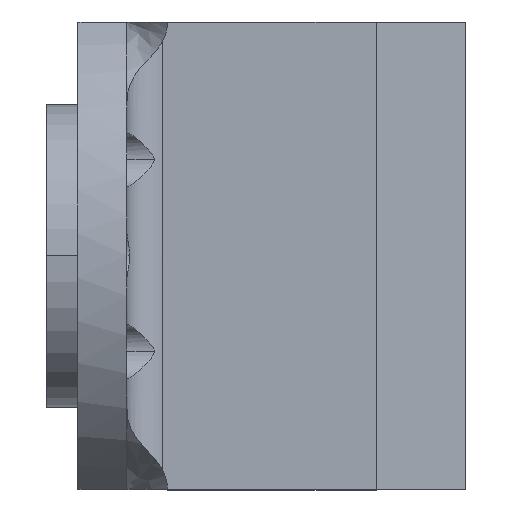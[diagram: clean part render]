
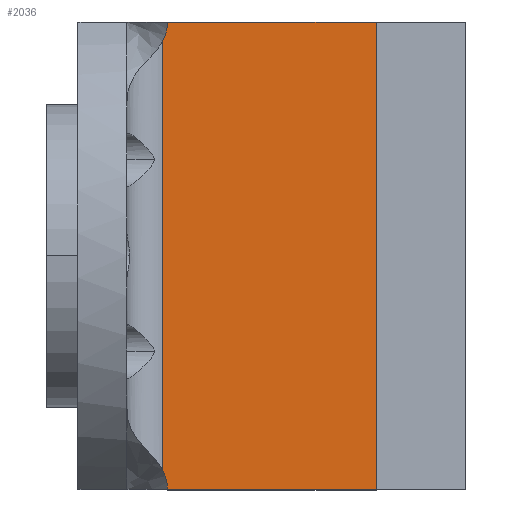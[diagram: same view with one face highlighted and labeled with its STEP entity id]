
A CAD part, top view. The second image highlights one B-rep face of the part: STEP entity #2036.
In plain terms, the highlighted planar face has unit normal (0, 0, 1).
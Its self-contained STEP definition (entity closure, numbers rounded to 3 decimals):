
#177 = EDGE_CURVE ( 'NONE', #3654, #4039, #5082, .T. ) ;
#281 = CARTESIAN_POINT ( 'NONE',  ( -36., -52.5, 40. ) ) ;
#284 = EDGE_CURVE ( 'NONE', #2427, #2987, #4324, .T. ) ;
#293 = CARTESIAN_POINT ( 'NONE',  ( -36., 0., 40. ) ) ;
#329 = CARTESIAN_POINT ( 'NONE',  ( -26.87, 52.5, 40. ) ) ;
#365 = VECTOR ( 'NONE', #3460, 1000. ) ;
#448 = VECTOR ( 'NONE', #2277, 1000. ) ;
#685 = PLANE ( 'NONE',  #4114 ) ;
#902 = CARTESIAN_POINT ( 'NONE',  ( -26.87, -52.5, 40. ) ) ;
#1008 = DIRECTION ( 'NONE',  ( 1., 0., 0. ) ) ;
#1205 = CARTESIAN_POINT ( 'NONE',  ( 20., 0., 40. ) ) ;
#1289 = AXIS2_PLACEMENT_3D ( 'NONE', #3597, #3172, #4442 ) ;
#1363 = VERTEX_POINT ( 'NONE', #329 ) ;
#1562 = CARTESIAN_POINT ( 'NONE',  ( -28., 48.101, 40. ) ) ;
#2036 = ADVANCED_FACE ( 'NONE', ( #3573 ), #685, .T. ) ;
#2066 = CARTESIAN_POINT ( 'NONE',  ( 20., -52.5, 40. ) ) ;
#2204 = ORIENTED_EDGE ( 'NONE', *, *, #3722, .T. ) ;
#2222 = CARTESIAN_POINT ( 'NONE',  ( -28., -52.5, 40. ) ) ;
#2277 = DIRECTION ( 'NONE',  ( -1., 0., 0. ) ) ;
#2405 = EDGE_LOOP ( 'NONE', ( #5309, #3083, #5216, #2999, #2204, #3646 ) ) ;
#2427 = VERTEX_POINT ( 'NONE', #2066 ) ;
#2480 = CARTESIAN_POINT ( 'NONE',  ( -28., -48.101, 40. ) ) ;
#2688 = CIRCLE ( 'NONE', #1289, 9.13 ) ;
#2898 = LINE ( 'NONE', #1205, #4088 ) ;
#2987 = VERTEX_POINT ( 'NONE', #902 ) ;
#2999 = ORIENTED_EDGE ( 'NONE', *, *, #3032, .F. ) ;
#3032 = EDGE_CURVE ( 'NONE', #1363, #3683, #4838, .T. ) ;
#3083 = ORIENTED_EDGE ( 'NONE', *, *, #284, .F. ) ;
#3115 = DIRECTION ( 'NONE',  ( 1., 0., 0. ) ) ;
#3172 = DIRECTION ( 'NONE',  ( 0., 0., -1. ) ) ;
#3460 = DIRECTION ( 'NONE',  ( 0., 1., 0. ) ) ;
#3529 = EDGE_CURVE ( 'NONE', #3654, #2987, #2688, .T. ) ;
#3573 = FACE_OUTER_BOUND ( 'NONE', #2405, .T. ) ;
#3597 = CARTESIAN_POINT ( 'NONE',  ( -36., -52.5, 40. ) ) ;
#3605 = DIRECTION ( 'NONE',  ( 0., 0., 1. ) ) ;
#3646 = ORIENTED_EDGE ( 'NONE', *, *, #177, .F. ) ;
#3654 = VERTEX_POINT ( 'NONE', #2480 ) ;
#3683 = VERTEX_POINT ( 'NONE', #5076 ) ;
#3718 = VECTOR ( 'NONE', #3115, 1000. ) ;
#3722 = EDGE_CURVE ( 'NONE', #1363, #4039, #3818, .T. ) ;
#3818 = CIRCLE ( 'NONE', #4981, 9.13 ) ;
#4039 = VERTEX_POINT ( 'NONE', #1562 ) ;
#4088 = VECTOR ( 'NONE', #5028, 1000. ) ;
#4114 = AXIS2_PLACEMENT_3D ( 'NONE', #293, #3605, #1008 ) ;
#4235 = DIRECTION ( 'NONE',  ( 0., 0., -1. ) ) ;
#4253 = EDGE_CURVE ( 'NONE', #2427, #3683, #2898, .T. ) ;
#4324 = LINE ( 'NONE', #281, #448 ) ;
#4442 = DIRECTION ( 'NONE',  ( 1., 0., 0. ) ) ;
#4781 = CARTESIAN_POINT ( 'NONE',  ( -36., 52.5, 40. ) ) ;
#4838 = LINE ( 'NONE', #4781, #3718 ) ;
#4981 = AXIS2_PLACEMENT_3D ( 'NONE', #5158, #4235, #5106 ) ;
#5028 = DIRECTION ( 'NONE',  ( 0., 1., 0. ) ) ;
#5076 = CARTESIAN_POINT ( 'NONE',  ( 20., 52.5, 40. ) ) ;
#5082 = LINE ( 'NONE', #2222, #365 ) ;
#5106 = DIRECTION ( 'NONE',  ( 1., 0., 0. ) ) ;
#5158 = CARTESIAN_POINT ( 'NONE',  ( -36., 52.5, 40. ) ) ;
#5216 = ORIENTED_EDGE ( 'NONE', *, *, #4253, .T. ) ;
#5309 = ORIENTED_EDGE ( 'NONE', *, *, #3529, .T. ) ;
